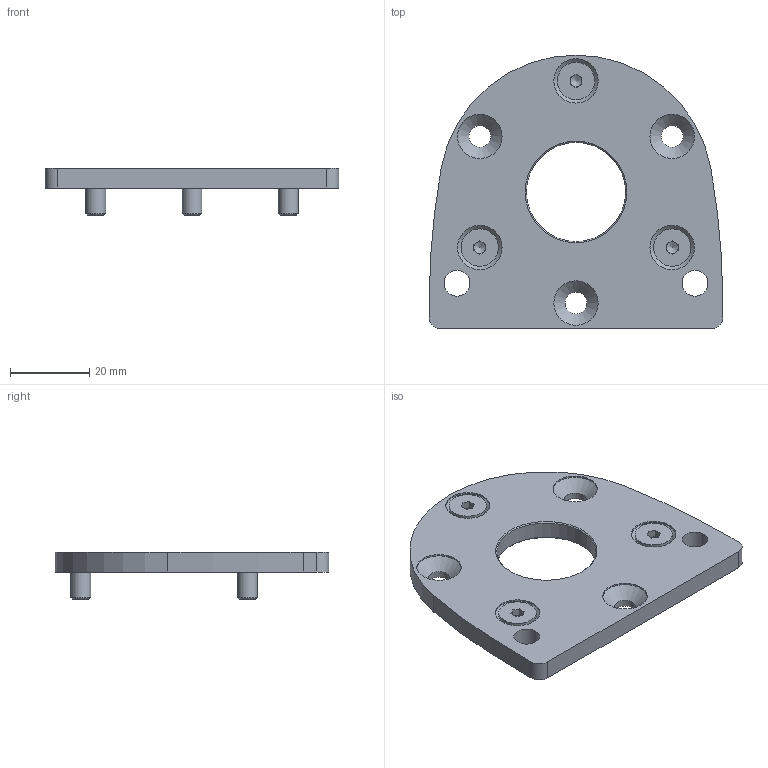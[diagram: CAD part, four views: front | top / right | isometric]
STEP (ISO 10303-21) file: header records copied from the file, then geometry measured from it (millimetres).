
FILE_DESCRIPTION(/* description */ ('STEP AP214'),/* implementation_level */ '2;1');
FILE_NAME(/* name */ '4965020_DAMF-Q12-25',/* time_stamp */ '2024-08-13T14:51:09+02:00',/* author */ ('License CC BY-ND 4.0'),/* organization */ ('CADENAS'),/* preprocessor_version */ 'ST-DEVELOPER v19.3',/* originating_system */ 'PARTsolutions',/* authorisation */ ' ');
FILE_SCHEMA (('AUTOMOTIVE_DESIGN {1 0 10303 214 3 1 1}'));
Length unit declared in the file: millimetre
Products named in the file (3): 4965020 DAMF-Q12-25; 4872260 DAMF-Q12-25---(P); ISO 10642 M5x12(F)
Assembly tree (4 placements, depth 2):
  4965020 DAMF-Q12-25
    4872260 DAMF-Q12-25---(P)
    ISO 10642 M5x12(F)  x3
Bounding box: 74 x 69 x 12 mm (x, y, z)
Volume: 18591.5 mm3; surface area: 10655.3 mm2
Topology: 4 solids, 4 shells, 96 faces, 220 edges, 132 vertices
Faces by surface type: plane 47, cylinder 29, cone 17, torus 3
Full cylindrical faces by diameter (mm): 3 x3, 5 x3, 5.5 x6, 6.5 x2, 9.43 x3, 11.2 x6, 25 x1
Entity records: 1487 total; most frequent: DIRECTION 266, CARTESIAN_POINT 226, ORIENTED_EDGE 186, AXIS2_PLACEMENT_3D 114, FACE_BOUND 103, EDGE_LOOP 102, EDGE_CURVE 93, VERTEX_POINT 74
